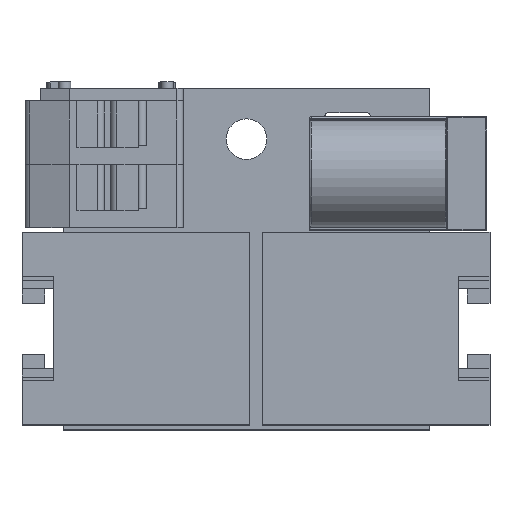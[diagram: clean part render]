
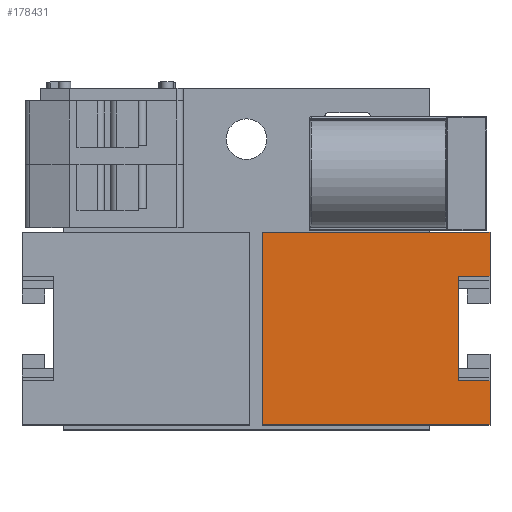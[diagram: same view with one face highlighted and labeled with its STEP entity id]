
A CAD part, top view. The second image highlights one B-rep face of the part: STEP entity #178431.
In plain terms, the highlighted face is planar.
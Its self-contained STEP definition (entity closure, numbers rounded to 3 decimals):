
#178431 = ADVANCED_FACE('',(#178432),#178446,.F.);
#178432 = FACE_BOUND('',#178433,.F.);
#178433 = EDGE_LOOP('',(#178434,#178469,#178497,#178525,#178553,#178581,
    #178609,#178637));
#178434 = ORIENTED_EDGE('',*,*,#178435,.F.);
#178435 = EDGE_CURVE('',#178436,#178438,#178440,.T.);
#178436 = VERTEX_POINT('',#178437);
#178437 = CARTESIAN_POINT('',(-4.14,0.,0.));
#178438 = VERTEX_POINT('',#178439);
#178439 = CARTESIAN_POINT('',(-4.14,-2.5,0.));
#178440 = SURFACE_CURVE('',#178441,(#178445,#178457),.PCURVE_S1.);
#178441 = LINE('',#178442,#178443);
#178442 = CARTESIAN_POINT('',(-4.14,0.,0.));
#178443 = VECTOR('',#178444,1.);
#178444 = DIRECTION('',(0.,-1.,0.));
#178445 = PCURVE('',#178446,#178451);
#178446 = PLANE('',#178447);
#178447 = AXIS2_PLACEMENT_3D('',#178448,#178449,#178450);
#178448 = CARTESIAN_POINT('',(0.,0.,0.));
#178449 = DIRECTION('',(0.,0.,1.));
#178450 = DIRECTION('',(1.,0.,-0.));
#178451 = DEFINITIONAL_REPRESENTATION('',(#178452),#178456);
#178452 = LINE('',#178453,#178454);
#178453 = CARTESIAN_POINT('',(-4.14,0.));
#178454 = VECTOR('',#178455,1.);
#178455 = DIRECTION('',(0.,-1.));
#178456 = ( GEOMETRIC_REPRESENTATION_CONTEXT(2) 
PARAMETRIC_REPRESENTATION_CONTEXT() REPRESENTATION_CONTEXT('2D SPACE',''
  ) );
#178457 = PCURVE('',#178458,#178463);
#178458 = PLANE('',#178459);
#178459 = AXIS2_PLACEMENT_3D('',#178460,#178461,#178462);
#178460 = CARTESIAN_POINT('',(-4.14,0.,1.8));
#178461 = DIRECTION('',(-1.,0.,0.));
#178462 = DIRECTION('',(0.,-1.,0.));
#178463 = DEFINITIONAL_REPRESENTATION('',(#178464),#178468);
#178464 = LINE('',#178465,#178466);
#178465 = CARTESIAN_POINT('',(0.,-1.8));
#178466 = VECTOR('',#178467,1.);
#178467 = DIRECTION('',(1.,0.));
#178468 = ( GEOMETRIC_REPRESENTATION_CONTEXT(2) 
PARAMETRIC_REPRESENTATION_CONTEXT() REPRESENTATION_CONTEXT('2D SPACE',''
  ) );
#178469 = ORIENTED_EDGE('',*,*,#178470,.T.);
#178470 = EDGE_CURVE('',#178436,#178471,#178473,.T.);
#178471 = VERTEX_POINT('',#178472);
#178472 = CARTESIAN_POINT('',(-7.62,0.,0.));
#178473 = SURFACE_CURVE('',#178474,(#178478,#178485),.PCURVE_S1.);
#178474 = LINE('',#178475,#178476);
#178475 = CARTESIAN_POINT('',(-4.14,0.,0.));
#178476 = VECTOR('',#178477,1.);
#178477 = DIRECTION('',(-1.,0.,0.));
#178478 = PCURVE('',#178446,#178479);
#178479 = DEFINITIONAL_REPRESENTATION('',(#178480),#178484);
#178480 = LINE('',#178481,#178482);
#178481 = CARTESIAN_POINT('',(-4.14,0.));
#178482 = VECTOR('',#178483,1.);
#178483 = DIRECTION('',(-1.,0.));
#178484 = ( GEOMETRIC_REPRESENTATION_CONTEXT(2) 
PARAMETRIC_REPRESENTATION_CONTEXT() REPRESENTATION_CONTEXT('2D SPACE',''
  ) );
#178485 = PCURVE('',#178486,#178491);
#178486 = PLANE('',#178487);
#178487 = AXIS2_PLACEMENT_3D('',#178488,#178489,#178490);
#178488 = CARTESIAN_POINT('',(7.62,0.,0.));
#178489 = DIRECTION('',(0.,1.,0.));
#178490 = DIRECTION('',(-1.,0.,0.));
#178491 = DEFINITIONAL_REPRESENTATION('',(#178492),#178496);
#178492 = LINE('',#178493,#178494);
#178493 = CARTESIAN_POINT('',(11.76,0.));
#178494 = VECTOR('',#178495,1.);
#178495 = DIRECTION('',(1.,0.));
#178496 = ( GEOMETRIC_REPRESENTATION_CONTEXT(2) 
PARAMETRIC_REPRESENTATION_CONTEXT() REPRESENTATION_CONTEXT('2D SPACE',''
  ) );
#178497 = ORIENTED_EDGE('',*,*,#178498,.T.);
#178498 = EDGE_CURVE('',#178471,#178499,#178501,.T.);
#178499 = VERTEX_POINT('',#178500);
#178500 = CARTESIAN_POINT('',(-7.62,-18.,0.));
#178501 = SURFACE_CURVE('',#178502,(#178506,#178513),.PCURVE_S1.);
#178502 = LINE('',#178503,#178504);
#178503 = CARTESIAN_POINT('',(-7.62,0.,0.));
#178504 = VECTOR('',#178505,1.);
#178505 = DIRECTION('',(0.,-1.,0.));
#178506 = PCURVE('',#178446,#178507);
#178507 = DEFINITIONAL_REPRESENTATION('',(#178508),#178512);
#178508 = LINE('',#178509,#178510);
#178509 = CARTESIAN_POINT('',(-7.62,0.));
#178510 = VECTOR('',#178511,1.);
#178511 = DIRECTION('',(0.,-1.));
#178512 = ( GEOMETRIC_REPRESENTATION_CONTEXT(2) 
PARAMETRIC_REPRESENTATION_CONTEXT() REPRESENTATION_CONTEXT('2D SPACE',''
  ) );
#178513 = PCURVE('',#178514,#178519);
#178514 = PLANE('',#178515);
#178515 = AXIS2_PLACEMENT_3D('',#178516,#178517,#178518);
#178516 = CARTESIAN_POINT('',(-7.62,0.,0.));
#178517 = DIRECTION('',(-1.,0.,0.));
#178518 = DIRECTION('',(0.,-1.,0.));
#178519 = DEFINITIONAL_REPRESENTATION('',(#178520),#178524);
#178520 = LINE('',#178521,#178522);
#178521 = CARTESIAN_POINT('',(0.,0.));
#178522 = VECTOR('',#178523,1.);
#178523 = DIRECTION('',(1.,0.));
#178524 = ( GEOMETRIC_REPRESENTATION_CONTEXT(2) 
PARAMETRIC_REPRESENTATION_CONTEXT() REPRESENTATION_CONTEXT('2D SPACE',''
  ) );
#178525 = ORIENTED_EDGE('',*,*,#178526,.T.);
#178526 = EDGE_CURVE('',#178499,#178527,#178529,.T.);
#178527 = VERTEX_POINT('',#178528);
#178528 = CARTESIAN_POINT('',(7.62,-18.,0.));
#178529 = SURFACE_CURVE('',#178530,(#178534,#178541),.PCURVE_S1.);
#178530 = LINE('',#178531,#178532);
#178531 = CARTESIAN_POINT('',(-7.62,-18.,0.));
#178532 = VECTOR('',#178533,1.);
#178533 = DIRECTION('',(1.,0.,0.));
#178534 = PCURVE('',#178446,#178535);
#178535 = DEFINITIONAL_REPRESENTATION('',(#178536),#178540);
#178536 = LINE('',#178537,#178538);
#178537 = CARTESIAN_POINT('',(-7.62,-18.));
#178538 = VECTOR('',#178539,1.);
#178539 = DIRECTION('',(1.,0.));
#178540 = ( GEOMETRIC_REPRESENTATION_CONTEXT(2) 
PARAMETRIC_REPRESENTATION_CONTEXT() REPRESENTATION_CONTEXT('2D SPACE',''
  ) );
#178541 = PCURVE('',#178542,#178547);
#178542 = PLANE('',#178543);
#178543 = AXIS2_PLACEMENT_3D('',#178544,#178545,#178546);
#178544 = CARTESIAN_POINT('',(-7.62,-18.,0.));
#178545 = DIRECTION('',(0.,-1.,0.));
#178546 = DIRECTION('',(1.,0.,0.));
#178547 = DEFINITIONAL_REPRESENTATION('',(#178548),#178552);
#178548 = LINE('',#178549,#178550);
#178549 = CARTESIAN_POINT('',(0.,0.));
#178550 = VECTOR('',#178551,1.);
#178551 = DIRECTION('',(1.,0.));
#178552 = ( GEOMETRIC_REPRESENTATION_CONTEXT(2) 
PARAMETRIC_REPRESENTATION_CONTEXT() REPRESENTATION_CONTEXT('2D SPACE',''
  ) );
#178553 = ORIENTED_EDGE('',*,*,#178554,.T.);
#178554 = EDGE_CURVE('',#178527,#178555,#178557,.T.);
#178555 = VERTEX_POINT('',#178556);
#178556 = CARTESIAN_POINT('',(7.62,0.,0.));
#178557 = SURFACE_CURVE('',#178558,(#178562,#178569),.PCURVE_S1.);
#178558 = LINE('',#178559,#178560);
#178559 = CARTESIAN_POINT('',(7.62,-18.,0.));
#178560 = VECTOR('',#178561,1.);
#178561 = DIRECTION('',(0.,1.,0.));
#178562 = PCURVE('',#178446,#178563);
#178563 = DEFINITIONAL_REPRESENTATION('',(#178564),#178568);
#178564 = LINE('',#178565,#178566);
#178565 = CARTESIAN_POINT('',(7.62,-18.));
#178566 = VECTOR('',#178567,1.);
#178567 = DIRECTION('',(0.,1.));
#178568 = ( GEOMETRIC_REPRESENTATION_CONTEXT(2) 
PARAMETRIC_REPRESENTATION_CONTEXT() REPRESENTATION_CONTEXT('2D SPACE',''
  ) );
#178569 = PCURVE('',#178570,#178575);
#178570 = PLANE('',#178571);
#178571 = AXIS2_PLACEMENT_3D('',#178572,#178573,#178574);
#178572 = CARTESIAN_POINT('',(7.62,-18.,0.));
#178573 = DIRECTION('',(1.,0.,0.));
#178574 = DIRECTION('',(-0.,1.,0.));
#178575 = DEFINITIONAL_REPRESENTATION('',(#178576),#178580);
#178576 = LINE('',#178577,#178578);
#178577 = CARTESIAN_POINT('',(0.,0.));
#178578 = VECTOR('',#178579,1.);
#178579 = DIRECTION('',(1.,0.));
#178580 = ( GEOMETRIC_REPRESENTATION_CONTEXT(2) 
PARAMETRIC_REPRESENTATION_CONTEXT() REPRESENTATION_CONTEXT('2D SPACE',''
  ) );
#178581 = ORIENTED_EDGE('',*,*,#178582,.T.);
#178582 = EDGE_CURVE('',#178555,#178583,#178585,.T.);
#178583 = VERTEX_POINT('',#178584);
#178584 = CARTESIAN_POINT('',(4.14,0.,0.));
#178585 = SURFACE_CURVE('',#178586,(#178590,#178597),.PCURVE_S1.);
#178586 = LINE('',#178587,#178588);
#178587 = CARTESIAN_POINT('',(7.62,0.,0.));
#178588 = VECTOR('',#178589,1.);
#178589 = DIRECTION('',(-1.,0.,0.));
#178590 = PCURVE('',#178446,#178591);
#178591 = DEFINITIONAL_REPRESENTATION('',(#178592),#178596);
#178592 = LINE('',#178593,#178594);
#178593 = CARTESIAN_POINT('',(7.62,0.));
#178594 = VECTOR('',#178595,1.);
#178595 = DIRECTION('',(-1.,0.));
#178596 = ( GEOMETRIC_REPRESENTATION_CONTEXT(2) 
PARAMETRIC_REPRESENTATION_CONTEXT() REPRESENTATION_CONTEXT('2D SPACE',''
  ) );
#178597 = PCURVE('',#178598,#178603);
#178598 = PLANE('',#178599);
#178599 = AXIS2_PLACEMENT_3D('',#178600,#178601,#178602);
#178600 = CARTESIAN_POINT('',(7.62,0.,0.));
#178601 = DIRECTION('',(0.,1.,0.));
#178602 = DIRECTION('',(-1.,0.,0.));
#178603 = DEFINITIONAL_REPRESENTATION('',(#178604),#178608);
#178604 = LINE('',#178605,#178606);
#178605 = CARTESIAN_POINT('',(0.,0.));
#178606 = VECTOR('',#178607,1.);
#178607 = DIRECTION('',(1.,0.));
#178608 = ( GEOMETRIC_REPRESENTATION_CONTEXT(2) 
PARAMETRIC_REPRESENTATION_CONTEXT() REPRESENTATION_CONTEXT('2D SPACE',''
  ) );
#178609 = ORIENTED_EDGE('',*,*,#178610,.T.);
#178610 = EDGE_CURVE('',#178583,#178611,#178613,.T.);
#178611 = VERTEX_POINT('',#178612);
#178612 = CARTESIAN_POINT('',(4.14,-2.5,0.));
#178613 = SURFACE_CURVE('',#178614,(#178618,#178625),.PCURVE_S1.);
#178614 = LINE('',#178615,#178616);
#178615 = CARTESIAN_POINT('',(4.14,0.,0.));
#178616 = VECTOR('',#178617,1.);
#178617 = DIRECTION('',(0.,-1.,0.));
#178618 = PCURVE('',#178446,#178619);
#178619 = DEFINITIONAL_REPRESENTATION('',(#178620),#178624);
#178620 = LINE('',#178621,#178622);
#178621 = CARTESIAN_POINT('',(4.14,0.));
#178622 = VECTOR('',#178623,1.);
#178623 = DIRECTION('',(0.,-1.));
#178624 = ( GEOMETRIC_REPRESENTATION_CONTEXT(2) 
PARAMETRIC_REPRESENTATION_CONTEXT() REPRESENTATION_CONTEXT('2D SPACE',''
  ) );
#178625 = PCURVE('',#178626,#178631);
#178626 = PLANE('',#178627);
#178627 = AXIS2_PLACEMENT_3D('',#178628,#178629,#178630);
#178628 = CARTESIAN_POINT('',(4.14,-2.5,1.8));
#178629 = DIRECTION('',(1.,0.,0.));
#178630 = DIRECTION('',(-0.,1.,0.));
#178631 = DEFINITIONAL_REPRESENTATION('',(#178632),#178636);
#178632 = LINE('',#178633,#178634);
#178633 = CARTESIAN_POINT('',(2.5,-1.8));
#178634 = VECTOR('',#178635,1.);
#178635 = DIRECTION('',(-1.,0.));
#178636 = ( GEOMETRIC_REPRESENTATION_CONTEXT(2) 
PARAMETRIC_REPRESENTATION_CONTEXT() REPRESENTATION_CONTEXT('2D SPACE',''
  ) );
#178637 = ORIENTED_EDGE('',*,*,#178638,.F.);
#178638 = EDGE_CURVE('',#178438,#178611,#178639,.T.);
#178639 = SURFACE_CURVE('',#178640,(#178644,#178651),.PCURVE_S1.);
#178640 = LINE('',#178641,#178642);
#178641 = CARTESIAN_POINT('',(-4.14,-2.5,0.));
#178642 = VECTOR('',#178643,1.);
#178643 = DIRECTION('',(1.,0.,0.));
#178644 = PCURVE('',#178446,#178645);
#178645 = DEFINITIONAL_REPRESENTATION('',(#178646),#178650);
#178646 = LINE('',#178647,#178648);
#178647 = CARTESIAN_POINT('',(-4.14,-2.5));
#178648 = VECTOR('',#178649,1.);
#178649 = DIRECTION('',(1.,0.));
#178650 = ( GEOMETRIC_REPRESENTATION_CONTEXT(2) 
PARAMETRIC_REPRESENTATION_CONTEXT() REPRESENTATION_CONTEXT('2D SPACE',''
  ) );
#178651 = PCURVE('',#178652,#178657);
#178652 = PLANE('',#178653);
#178653 = AXIS2_PLACEMENT_3D('',#178654,#178655,#178656);
#178654 = CARTESIAN_POINT('',(-4.14,-2.5,1.8));
#178655 = DIRECTION('',(0.,-1.,0.));
#178656 = DIRECTION('',(1.,0.,0.));
#178657 = DEFINITIONAL_REPRESENTATION('',(#178658),#178662);
#178658 = LINE('',#178659,#178660);
#178659 = CARTESIAN_POINT('',(0.,-1.8));
#178660 = VECTOR('',#178661,1.);
#178661 = DIRECTION('',(1.,0.));
#178662 = ( GEOMETRIC_REPRESENTATION_CONTEXT(2) 
PARAMETRIC_REPRESENTATION_CONTEXT() REPRESENTATION_CONTEXT('2D SPACE',''
  ) );
